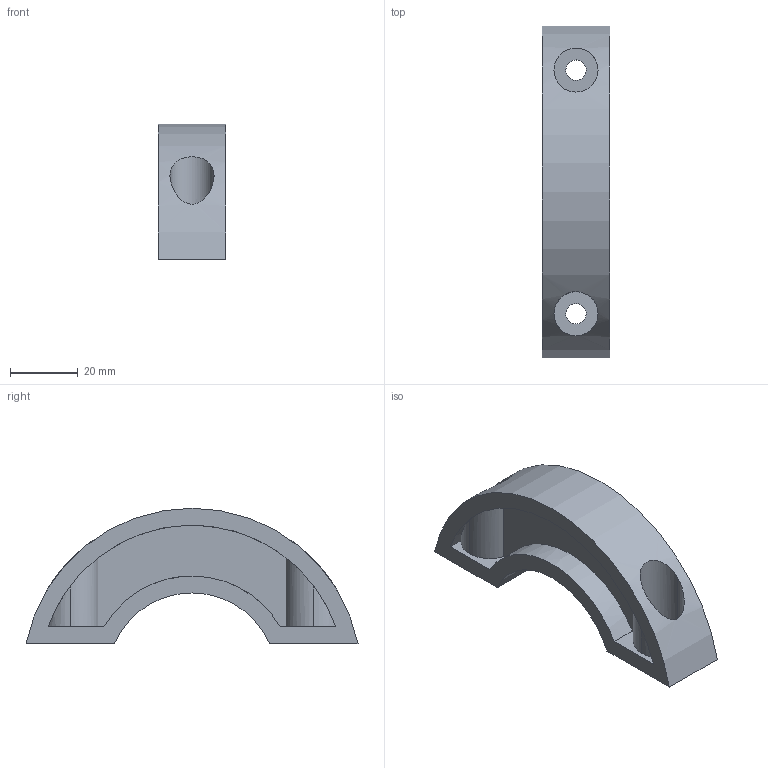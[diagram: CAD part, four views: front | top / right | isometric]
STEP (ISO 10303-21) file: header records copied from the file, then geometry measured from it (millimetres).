
FILE_DESCRIPTION(('CATIA V5 STEP Exchange'),'2;1');
FILE_NAME('demi-bague.stp','2018-06-06T11:34:39+00:00',('none'),('none'),'CATIA Version 5 Release 19 GA (IN-10)','CATIA V5 STEP AP203','none');
FILE_SCHEMA(('CONFIG_CONTROL_DESIGN'));
Length unit declared in the file: millimetre
Products named in the file (1): Part1
Bounding box: 20 x 97.98 x 40 mm (x, y, z)
Volume: 27418.6 mm3; surface area: 13798.9 mm2
Topology: 1 solids, 1 shells, 34 faces, 84 edges, 56 vertices
Faces by surface type: cylinder 20, plane 12, extrusion 2
Entity records: 1162 total; most frequent: CARTESIAN_POINT 391, ORIENTED_EDGE 168, DIRECTION 104, EDGE_CURVE 84, VERTEX_POINT 56, AXIS2_PLACEMENT_3D 46, VECTOR 42, EDGE_LOOP 42
